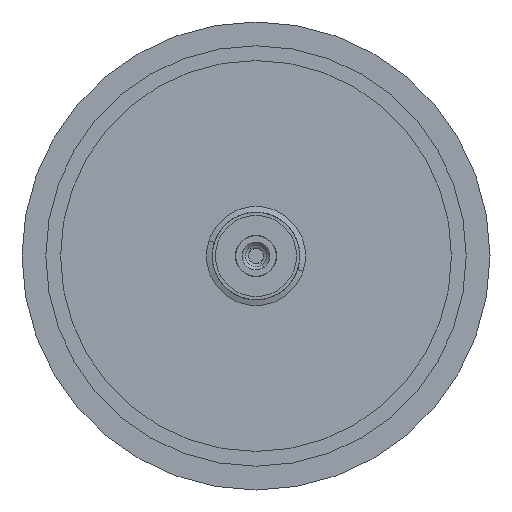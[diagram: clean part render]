
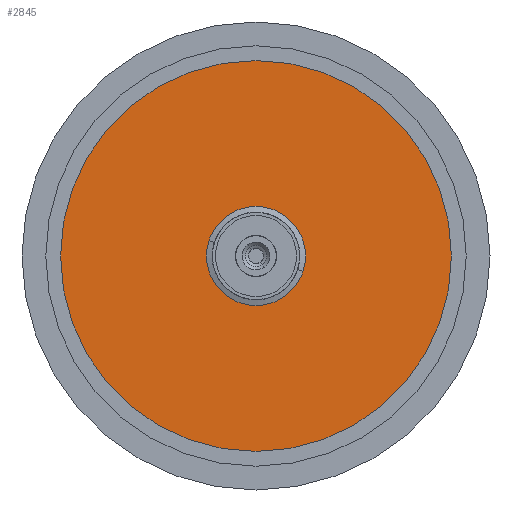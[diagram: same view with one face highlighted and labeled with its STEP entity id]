
A CAD part, front view. The second image highlights one B-rep face of the part: STEP entity #2845.
In plain terms, the highlighted planar face has unit normal (0, -1, 0).
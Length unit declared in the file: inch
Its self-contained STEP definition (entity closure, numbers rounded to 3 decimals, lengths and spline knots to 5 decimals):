
#110 = AXIS2_PLACEMENT_3D ( 'NONE', #743, #748, #749 ) ;
#366 = CARTESIAN_POINT ( 'NONE',  ( 0., 0.52221, 0. ) ) ;
#367 = DIRECTION ( 'NONE',  ( 0., 1., 0. ) ) ;
#368 = DIRECTION ( 'NONE',  ( 0., 0., 1. ) ) ;
#371 = CARTESIAN_POINT ( 'NONE',  ( 0., 0.52221, 0.3125 ) ) ;
#743 = CARTESIAN_POINT ( 'NONE',  ( 1.232, 0.52221, 0. ) ) ;
#746 = PLANE ( 'NONE',  #110 ) ;
#748 = DIRECTION ( 'NONE',  ( 0., 1., 0. ) ) ;
#749 = DIRECTION ( 'NONE',  ( 0., 0., 1. ) ) ;
#825 = CARTESIAN_POINT ( 'NONE',  ( 0., 0.52221, 0. ) ) ;
#826 = DIRECTION ( 'NONE',  ( 0., 1., 0. ) ) ;
#827 = DIRECTION ( 'NONE',  ( 0., 0., 1. ) ) ;
#831 = CARTESIAN_POINT ( 'NONE',  ( 0., 0.52221, 0. ) ) ;
#832 = DIRECTION ( 'NONE',  ( 0., 1., 0. ) ) ;
#833 = DIRECTION ( 'NONE',  ( 0., 0., 1. ) ) ;
#903 = CARTESIAN_POINT ( 'NONE',  ( 0., 0.52221, 0. ) ) ;
#904 = DIRECTION ( 'NONE',  ( 0., 1., 0. ) ) ;
#905 = DIRECTION ( 'NONE',  ( 0., 0., 1. ) ) ;
#1075 = FACE_OUTER_BOUND ( 'NONE', #3095, .T. ) ;
#1077 = FACE_BOUND ( 'NONE', #3086, .T. ) ;
#1291 = VERTEX_POINT ( 'NONE', #1898 ) ;
#1532 = CARTESIAN_POINT ( 'NONE',  ( 0., 0.52221, -1.232 ) ) ;
#1545 = CARTESIAN_POINT ( 'NONE',  ( 0., 0.52221, -0.3125 ) ) ;
#1636 = VERTEX_POINT ( 'NONE', #1545 ) ;
#1647 = VERTEX_POINT ( 'NONE', #1532 ) ;
#1676 = ORIENTED_EDGE ( 'NONE', *, *, #1788, .T. ) ;
#1690 = ORIENTED_EDGE ( 'NONE', *, *, #2370, .F. ) ;
#1718 = ORIENTED_EDGE ( 'NONE', *, *, #2250, .F. ) ;
#1759 = ORIENTED_EDGE ( 'NONE', *, *, #2372, .T. ) ;
#1788 = EDGE_CURVE ( 'NONE', #1636, #1910, #2708, .T. ) ;
#1898 = CARTESIAN_POINT ( 'NONE',  ( 0., 0.52221, 1.232 ) ) ;
#1910 = VERTEX_POINT ( 'NONE', #371 ) ;
#2250 = EDGE_CURVE ( 'NONE', #1291, #1647, #2721, .T. ) ;
#2370 = EDGE_CURVE ( 'NONE', #1647, #1291, #2828, .T. ) ;
#2372 = EDGE_CURVE ( 'NONE', #1910, #1636, #2832, .T. ) ;
#2503 = AXIS2_PLACEMENT_3D ( 'NONE', #366, #367, #368 ) ;
#2508 = AXIS2_PLACEMENT_3D ( 'NONE', #903, #904, #905 ) ;
#2551 = AXIS2_PLACEMENT_3D ( 'NONE', #825, #826, #827 ) ;
#2553 = AXIS2_PLACEMENT_3D ( 'NONE', #831, #832, #833 ) ;
#2708 = CIRCLE ( 'NONE', #2503, 0.3125 ) ;
#2721 = CIRCLE ( 'NONE', #2508, 1.232 ) ;
#2828 = CIRCLE ( 'NONE', #2551, 1.232 ) ;
#2832 = CIRCLE ( 'NONE', #2553, 0.3125 ) ;
#2845 = ADVANCED_FACE ( 'NONE', ( #1077, #1075 ), #746, .F. ) ;
#3086 = EDGE_LOOP ( 'NONE', ( #1759, #1676 ) ) ;
#3095 = EDGE_LOOP ( 'NONE', ( #1718, #1690 ) ) ;
